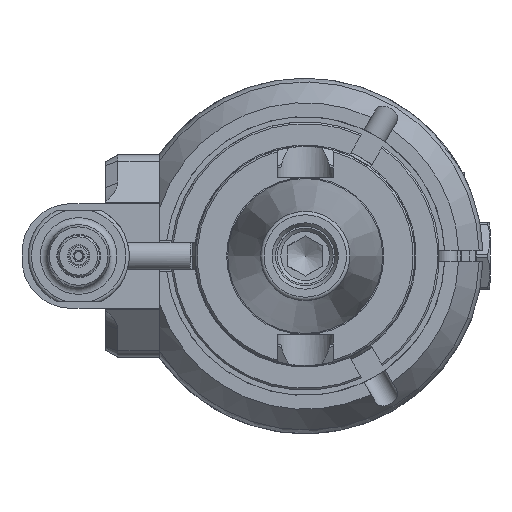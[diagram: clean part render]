
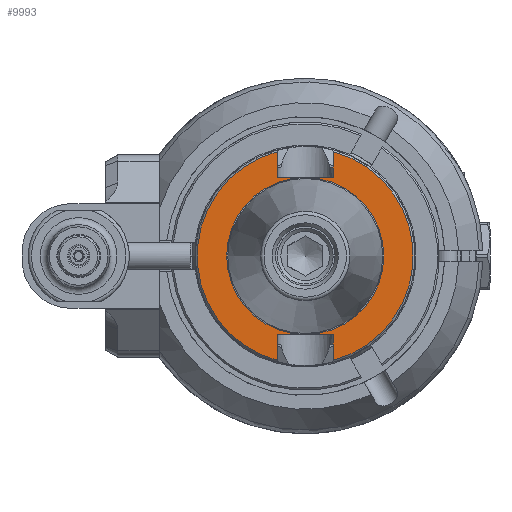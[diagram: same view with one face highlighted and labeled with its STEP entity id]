
A CAD part, left-side view. The second image highlights one B-rep face of the part: STEP entity #9993.
In plain terms, the highlighted planar face has unit normal (-1, 0, 0).
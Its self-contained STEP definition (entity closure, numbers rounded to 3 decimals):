
#816=FACE_BOUND('',#2567,.T.);
#1206=CIRCLE('',#10990,22.525);
#1207=CIRCLE('',#10992,31.);
#1208=CIRCLE('',#10993,31.);
#1766=FACE_OUTER_BOUND('',#2566,.T.);
#2566=EDGE_LOOP('',(#8782,#8783,#8784,#8785,#8786,#8787,#8788,#8789));
#2567=EDGE_LOOP('',(#8790));
#3293=LINE('',#46996,#3986);
#3294=LINE('',#46998,#3987);
#3295=LINE('',#47000,#3988);
#3296=LINE('',#47004,#3989);
#3297=LINE('',#47006,#3990);
#3298=LINE('',#47007,#3991);
#3986=VECTOR('',#13419,7.337);
#3987=VECTOR('',#13420,16.1);
#3988=VECTOR('',#13421,7.337);
#3989=VECTOR('',#13424,7.337);
#3990=VECTOR('',#13425,16.1);
#3991=VECTOR('',#13426,7.337);
#4981=VERTEX_POINT('',#46989);
#4982=VERTEX_POINT('',#46992);
#4983=VERTEX_POINT('',#46993);
#4984=VERTEX_POINT('',#46995);
#4985=VERTEX_POINT('',#46997);
#4986=VERTEX_POINT('',#46999);
#4987=VERTEX_POINT('',#47001);
#4988=VERTEX_POINT('',#47003);
#4989=VERTEX_POINT('',#47005);
#6282=EDGE_CURVE('',#4981,#4981,#1206,.T.);
#6283=EDGE_CURVE('',#4982,#4983,#1207,.T.);
#6284=EDGE_CURVE('',#4984,#4983,#3293,.T.);
#6285=EDGE_CURVE('',#4984,#4985,#3294,.T.);
#6286=EDGE_CURVE('',#4986,#4985,#3295,.T.);
#6287=EDGE_CURVE('',#4986,#4987,#1208,.T.);
#6288=EDGE_CURVE('',#4988,#4987,#3296,.T.);
#6289=EDGE_CURVE('',#4989,#4988,#3297,.T.);
#6290=EDGE_CURVE('',#4982,#4989,#3298,.T.);
#8782=ORIENTED_EDGE('',*,*,#6283,.T.);
#8783=ORIENTED_EDGE('',*,*,#6284,.F.);
#8784=ORIENTED_EDGE('',*,*,#6285,.T.);
#8785=ORIENTED_EDGE('',*,*,#6286,.F.);
#8786=ORIENTED_EDGE('',*,*,#6287,.T.);
#8787=ORIENTED_EDGE('',*,*,#6288,.F.);
#8788=ORIENTED_EDGE('',*,*,#6289,.F.);
#8789=ORIENTED_EDGE('',*,*,#6290,.F.);
#8790=ORIENTED_EDGE('',*,*,#6282,.T.);
#9464=PLANE('',#10991);
#9993=ADVANCED_FACE('',(#1766,#816),#9464,.F.);
#10990=AXIS2_PLACEMENT_3D('',#46990,#13413,#13414);
#10991=AXIS2_PLACEMENT_3D('',#46991,#13415,#13416);
#10992=AXIS2_PLACEMENT_3D('',#46994,#13417,#13418);
#10993=AXIS2_PLACEMENT_3D('',#47002,#13422,#13423);
#13413=DIRECTION('center_axis',(1.,0.,0.));
#13414=DIRECTION('ref_axis',(0.,1.,0.));
#13415=DIRECTION('center_axis',(1.,0.,0.));
#13416=DIRECTION('ref_axis',(0.,-1.,0.));
#13417=DIRECTION('center_axis',(-1.,0.,0.));
#13418=DIRECTION('ref_axis',(0.,-0.26,-0.966));
#13419=DIRECTION('',(0.,0.,1.));
#13420=DIRECTION('',(0.,1.,0.));
#13421=DIRECTION('',(0.,0.,-1.));
#13422=DIRECTION('center_axis',(-1.,0.,0.));
#13423=DIRECTION('ref_axis',(0.,0.26,0.966));
#13424=DIRECTION('',(0.,0.,-1.));
#13425=DIRECTION('',(0.,1.,0.));
#13426=DIRECTION('',(0.,0.,1.));
#46989=CARTESIAN_POINT('',(-84.,22.525,0.));
#46990=CARTESIAN_POINT('Origin',(-84.,0.,0.));
#46991=CARTESIAN_POINT('Origin',(-84.,-22.675,0.));
#46992=CARTESIAN_POINT('',(-84.,-8.05,-29.937));
#46993=CARTESIAN_POINT('',(-84.,-8.05,29.937));
#46994=CARTESIAN_POINT('Origin',(-84.,0.,0.));
#46995=CARTESIAN_POINT('',(-84.,-8.05,22.6));
#46996=CARTESIAN_POINT('',(-84.,-8.05,22.6));
#46997=CARTESIAN_POINT('',(-84.,8.05,22.6));
#46998=CARTESIAN_POINT('',(-84.,-8.05,22.6));
#46999=CARTESIAN_POINT('',(-84.,8.05,29.937));
#47000=CARTESIAN_POINT('',(-84.,8.05,29.937));
#47001=CARTESIAN_POINT('',(-84.,8.05,-29.937));
#47002=CARTESIAN_POINT('Origin',(-84.,0.,0.));
#47003=CARTESIAN_POINT('',(-84.,8.05,-22.6));
#47004=CARTESIAN_POINT('',(-84.,8.05,-22.6));
#47005=CARTESIAN_POINT('',(-84.,-8.05,-22.6));
#47006=CARTESIAN_POINT('',(-84.,-8.05,-22.6));
#47007=CARTESIAN_POINT('',(-84.,-8.05,-29.937));
